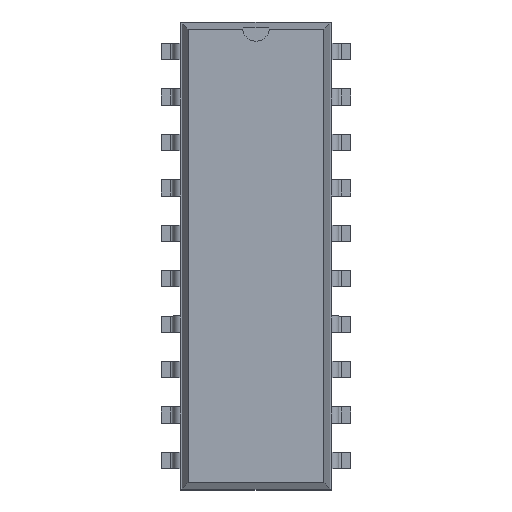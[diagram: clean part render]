
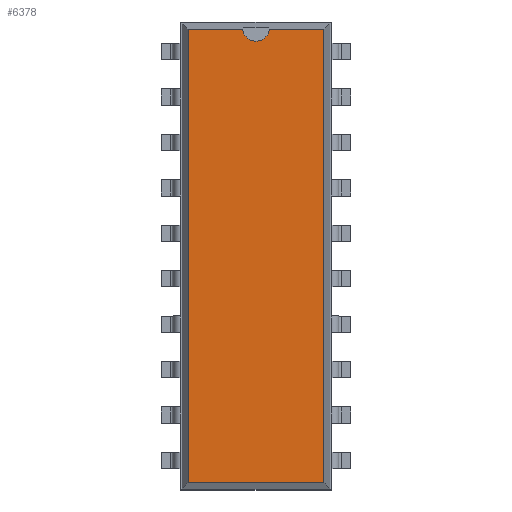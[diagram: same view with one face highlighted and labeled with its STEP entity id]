
A CAD part, top view. The second image highlights one B-rep face of the part: STEP entity #6378.
In plain terms, the highlighted planar face has unit normal (0, 0, 1).
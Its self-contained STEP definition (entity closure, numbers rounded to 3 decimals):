
#27=VECTOR('',#28,1.);
#28=DIRECTION('',(0.,1.,0.));
#34=VECTOR('',#35,1.);
#35=DIRECTION('',(-1.,0.,0.));
#41=VECTOR('',#42,1.);
#42=DIRECTION('',(0.,-1.,0.));
#46=VECTOR('',#47,1.);
#47=DIRECTION('',(1.,0.,0.));
#50=DIRECTION('',(0.,0.,-1.));
#1231=DIRECTION('',(0.,0.,-1.));
#4288=VERTEX_POINT('',#4289);
#4289=CARTESIAN_POINT('',(3.801,12.682,3.68));
#4291=ORIENTED_EDGE('',*,*,#4292,.F.);
#4292=EDGE_CURVE('',#4293,#4288,#4295,.T.);
#4293=VERTEX_POINT('',#4294);
#4294=CARTESIAN_POINT('',(3.801,-12.682,3.68));
#4295=LINE('',#4294,#27);
#5298=VERTEX_POINT('',#5299);
#5299=CARTESIAN_POINT('',(-3.801,12.682,3.68));
#5301=ORIENTED_EDGE('',*,*,#5302,.F.);
#5302=EDGE_CURVE('',#5303,#5298,#5305,.T.);
#5303=VERTEX_POINT('',#5304);
#5304=CARTESIAN_POINT('',(-0.746,12.682,3.68));
#5305=LINE('',#4289,#34);
#5324=VERTEX_POINT('',#5325);
#5325=CARTESIAN_POINT('',(0.746,12.682,3.68));
#5331=ORIENTED_EDGE('',*,*,#5332,.F.);
#5332=EDGE_CURVE('',#4288,#5324,#5305,.T.);
#5370=VERTEX_POINT('',#5371);
#5371=CARTESIAN_POINT('',(-3.801,-12.682,3.68));
#5373=ORIENTED_EDGE('',*,*,#5374,.F.);
#5374=EDGE_CURVE('',#5298,#5370,#5375,.T.);
#5375=LINE('',#5299,#41);
#6373=ORIENTED_EDGE('',*,*,#6374,.F.);
#6374=EDGE_CURVE('',#5370,#4293,#6375,.T.);
#6375=LINE('',#5371,#46);
#6378=ADVANCED_FACE('',(#6379),#6390,.F.);
#6379=FACE_BOUND('',#6380,.F.);
#6380=EDGE_LOOP('',(#4291,#6373,#5373,#5301,#6381,#6388,#5331));
#6381=ORIENTED_EDGE('',*,*,#6382,.F.);
#6382=EDGE_CURVE('',#6383,#5303,#6385,.T.);
#6383=VERTEX_POINT('',#6384);
#6384=CARTESIAN_POINT('',(0.,12.007,3.68));
#6385=CIRCLE('',#6386,0.75);
#6386=AXIS2_PLACEMENT_3D('',#6387,#1231,#42);
#6387=CARTESIAN_POINT('',(0.,12.757,3.68));
#6388=ORIENTED_EDGE('',*,*,#6389,.F.);
#6389=EDGE_CURVE('',#5324,#6383,#6385,.T.);
#6390=PLANE('',#6391);
#6391=AXIS2_PLACEMENT_3D('',#4294,#50,#6392);
#6392=DIRECTION('',(-0.287,0.958,0.));
